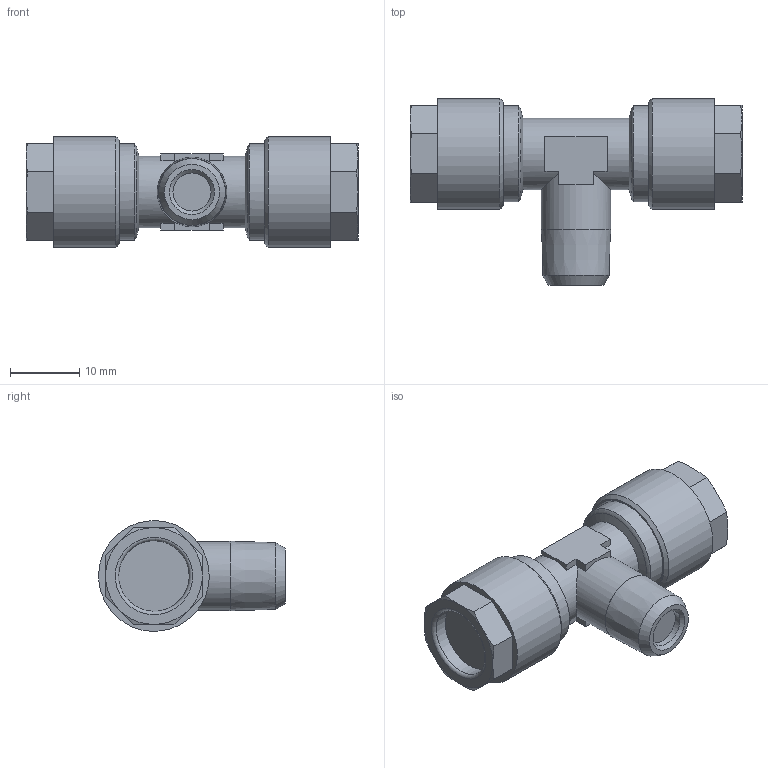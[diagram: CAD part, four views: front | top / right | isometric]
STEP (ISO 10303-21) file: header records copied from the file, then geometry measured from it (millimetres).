
FILE_DESCRIPTION(/* description */ (''),/* implementation_level */ '2;1');
FILE_NAME(/* name */ 'te_188_msv.stp',/* time_stamp */ '2016-06-29T12:13:38+02:00',/* author */ ('hamoud'),/* organization */ (''),/* preprocessor_version */ 'ST-DEVELOPER v15.6',/* originating_system */ 'Autodesk Inventor LT ',/* authorisation */ '');
FILE_SCHEMA (('AUTOMOTIVE_DESIGN { 1 0 10303 214 3 1 1 }'));
Length unit declared in the file: millimetre
Products named in the file (1): te_188_msv
Bounding box: 48 x 26.99 x 15.98 mm (x, y, z)
Volume: 7990.2 mm3; surface area: 3298.5 mm2
Topology: 1 solids, 1 shells, 83 faces, 197 edges, 124 vertices
Faces by surface type: plane 45, cone 25, cylinder 9, torus 4
Full cylindrical faces by diameter (mm): 5.5 x1, 10 x1, 10.2 x2, 10.3 x1, 13.9 x2, 16 x2
Entity records: 2185 total; most frequent: CARTESIAN_POINT 458, DIRECTION 352, ORIENTED_EDGE 326, EDGE_CURVE 163, AXIS2_PLACEMENT_3D 139, EDGE_LOOP 114, VERTEX_POINT 113, FACE_OUTER_BOUND 83
